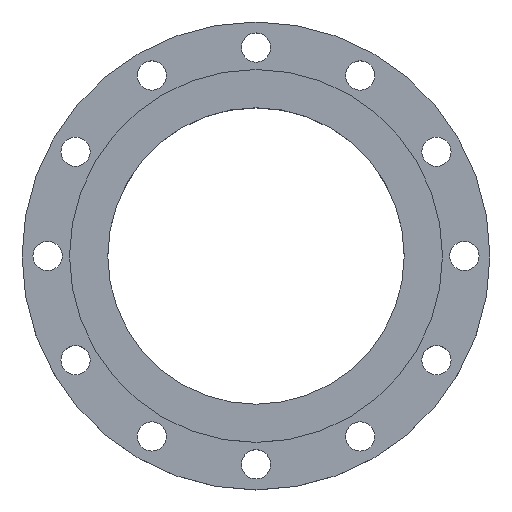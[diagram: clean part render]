
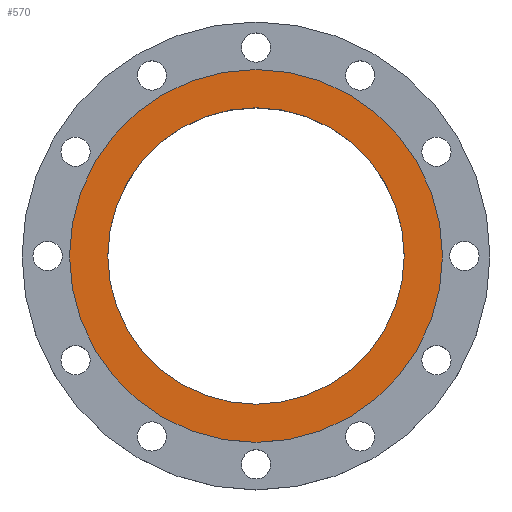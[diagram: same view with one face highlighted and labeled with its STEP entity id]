
A CAD part, top view. The second image highlights one B-rep face of the part: STEP entity #570.
In plain terms, the highlighted planar face has unit normal (0, 0, 1).
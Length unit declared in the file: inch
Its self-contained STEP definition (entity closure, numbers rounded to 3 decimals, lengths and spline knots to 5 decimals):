
#6 = AXIS2_PLACEMENT_3D ( 'NONE', #423, #508, #1094 ) ;
#165 = CIRCLE ( 'NONE', #363, 5.068 ) ;
#252 = DIRECTION ( 'NONE',  ( -1., 0., 0. ) ) ;
#264 = PLANE ( 'NONE',  #852 ) ;
#297 = EDGE_CURVE ( 'NONE', #1072, #373, #645, .T. ) ;
#300 = ORIENTED_EDGE ( 'NONE', *, *, #297, .T. ) ;
#363 = AXIS2_PLACEMENT_3D ( 'NONE', #586, #919, #1356 ) ;
#369 = FACE_OUTER_BOUND ( 'NONE', #779, .T. ) ;
#373 = VERTEX_POINT ( 'NONE', #576 ) ;
#393 = ORIENTED_EDGE ( 'NONE', *, *, #706, .F. ) ;
#423 = CARTESIAN_POINT ( 'NONE',  ( 0., 0., 0. ) ) ;
#496 = EDGE_CURVE ( 'NONE', #373, #1072, #577, .T. ) ;
#508 = DIRECTION ( 'NONE',  ( 0., 0., 1. ) ) ;
#546 = CARTESIAN_POINT ( 'NONE',  ( 5.068, 0., 0. ) ) ;
#570 = ADVANCED_FACE ( 'NONE', ( #588, #369 ), #264, .F. ) ;
#576 = CARTESIAN_POINT ( 'NONE',  ( 6.375, 0., 0. ) ) ;
#577 = CIRCLE ( 'NONE', #901, 6.375 ) ;
#586 = CARTESIAN_POINT ( 'NONE',  ( 0., 0., 0. ) ) ;
#588 = FACE_BOUND ( 'NONE', #1035, .T. ) ;
#600 = DIRECTION ( 'NONE',  ( 0., 0., 1. ) ) ;
#645 = CIRCLE ( 'NONE', #6, 6.375 ) ;
#647 = AXIS2_PLACEMENT_3D ( 'NONE', #1153, #600, #938 ) ;
#662 = EDGE_CURVE ( 'NONE', #1099, #1049, #695, .T. ) ;
#695 = CIRCLE ( 'NONE', #647, 5.068 ) ;
#706 = EDGE_CURVE ( 'NONE', #1049, #1099, #165, .T. ) ;
#777 = CARTESIAN_POINT ( 'NONE',  ( -6.375, 0., 0. ) ) ;
#779 = EDGE_LOOP ( 'NONE', ( #820, #300 ) ) ;
#820 = ORIENTED_EDGE ( 'NONE', *, *, #496, .T. ) ;
#852 = AXIS2_PLACEMENT_3D ( 'NONE', #1375, #1039, #252 ) ;
#901 = AXIS2_PLACEMENT_3D ( 'NONE', #1117, #1351, #1450 ) ;
#919 = DIRECTION ( 'NONE',  ( 0., 0., 1. ) ) ;
#938 = DIRECTION ( 'NONE',  ( 1., 0., 0. ) ) ;
#1016 = CARTESIAN_POINT ( 'NONE',  ( -5.068, 0., 0. ) ) ;
#1035 = EDGE_LOOP ( 'NONE', ( #1041, #393 ) ) ;
#1039 = DIRECTION ( 'NONE',  ( 0., 0., -1. ) ) ;
#1041 = ORIENTED_EDGE ( 'NONE', *, *, #662, .F. ) ;
#1049 = VERTEX_POINT ( 'NONE', #1016 ) ;
#1072 = VERTEX_POINT ( 'NONE', #777 ) ;
#1094 = DIRECTION ( 'NONE',  ( 1., 0., 0. ) ) ;
#1099 = VERTEX_POINT ( 'NONE', #546 ) ;
#1117 = CARTESIAN_POINT ( 'NONE',  ( 0., 0., 0. ) ) ;
#1153 = CARTESIAN_POINT ( 'NONE',  ( 0., 0., 0. ) ) ;
#1351 = DIRECTION ( 'NONE',  ( 0., 0., 1. ) ) ;
#1356 = DIRECTION ( 'NONE',  ( 1., 0., 0. ) ) ;
#1375 = CARTESIAN_POINT ( 'NONE',  ( 0., 5.068, 0. ) ) ;
#1450 = DIRECTION ( 'NONE',  ( 1., 0., 0. ) ) ;
